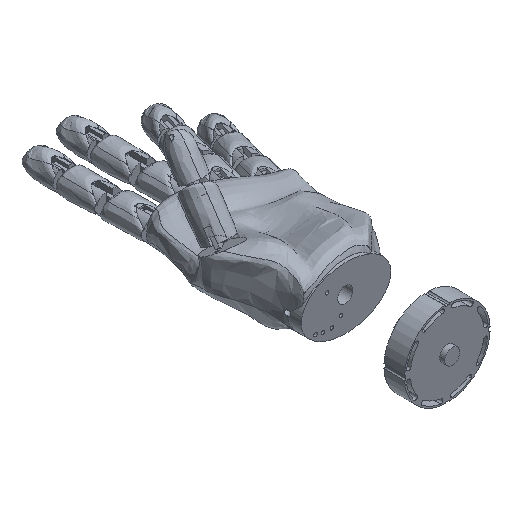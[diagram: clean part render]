
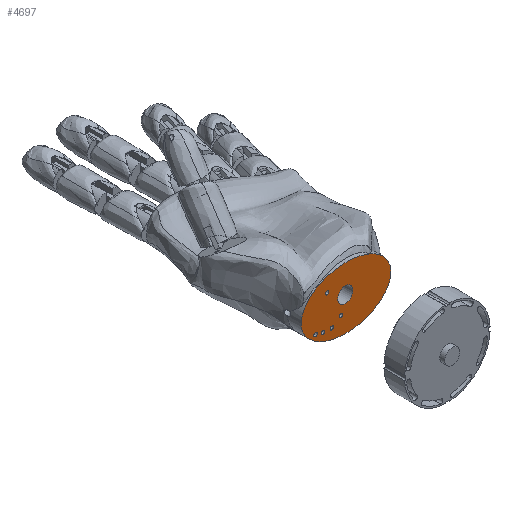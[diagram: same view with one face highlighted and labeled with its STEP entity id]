
A CAD part, isometric view. The second image highlights one B-rep face of the part: STEP entity #4697.
In plain terms, the highlighted planar face has unit normal (0, -1, 0).
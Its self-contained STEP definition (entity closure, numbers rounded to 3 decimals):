
#230=ELLIPSE('',#4922,26.195,18.);
#231=ELLIPSE('',#4923,26.195,18.);
#1078=B_SPLINE_CURVE_WITH_KNOTS('',3,(#7318,#7319,#7320,#7321,#7322,#7323,
#7324,#7325,#7326,#7327),.UNSPECIFIED.,.T.,.F.,(4,1,1,1,1,1,1,4),(0.,
0.143,0.286,0.429,0.571,
0.714,0.857,1.),.UNSPECIFIED.);
#1080=B_SPLINE_CURVE_WITH_KNOTS('',3,(#7381,#7382,#7383,#7384,#7385,#7386,
#7387,#7388,#7389,#7390),.UNSPECIFIED.,.T.,.F.,(4,1,1,1,1,1,1,4),(0.,
0.143,0.286,0.429,0.571,
0.714,0.857,1.),.UNSPECIFIED.);
#1083=B_SPLINE_CURVE_WITH_KNOTS('',3,(#7461,#7462,#7463,#7464,#7465,#7466,
#7467,#7468,#7469,#7470,#7471),.UNSPECIFIED.,.T.,.F.,(4,1,1,1,1,1,1,1,4),
(-1.,-0.929,-0.857,-0.714,-0.571,
-0.429,-0.286,-0.143,0.),
 .UNSPECIFIED.);
#1084=B_SPLINE_CURVE_WITH_KNOTS('',3,(#7517,#7518,#7519,#7520,#7521,#7522,
#7523,#7524,#7525,#7526,#7527),.UNSPECIFIED.,.T.,.F.,(4,1,1,1,1,1,1,1,4),
(0.,0.143,0.286,0.429,
0.571,0.714,0.857,0.929,
1.),.UNSPECIFIED.);
#1086=B_SPLINE_CURVE_WITH_KNOTS('',3,(#7586,#7587,#7588,#7589,#7590,#7591,
#7592,#7593,#7594,#7595,#7596),.UNSPECIFIED.,.T.,.F.,(4,1,1,1,1,1,1,1,4),
(0.,0.143,0.286,0.429,
0.571,0.714,0.857,0.929,
1.),.UNSPECIFIED.);
#1242=PLANE('',#4951);
#1353=FACE_BOUND('',#1730,.T.);
#1354=FACE_BOUND('',#1731,.T.);
#1355=FACE_BOUND('',#1732,.T.);
#1356=FACE_BOUND('',#1733,.T.);
#1357=FACE_BOUND('',#1734,.T.);
#1358=FACE_BOUND('',#1735,.T.);
#1475=FACE_OUTER_BOUND('',#1729,.T.);
#1729=EDGE_LOOP('',(#3468,#3469));
#1730=EDGE_LOOP('',(#3470));
#1731=EDGE_LOOP('',(#3471));
#1732=EDGE_LOOP('',(#3472));
#1733=EDGE_LOOP('',(#3473));
#1734=EDGE_LOOP('',(#3474));
#1735=EDGE_LOOP('',(#3475));
#2006=CIRCLE('',#4910,4.459);
#2151=VERTEX_POINT('',#6473);
#2177=VERTEX_POINT('',#6934);
#2178=VERTEX_POINT('',#6937);
#2188=VERTEX_POINT('',#7317);
#2190=VERTEX_POINT('',#7380);
#2193=VERTEX_POINT('',#7459);
#2194=VERTEX_POINT('',#7516);
#2196=VERTEX_POINT('',#7585);
#2599=EDGE_CURVE('',#2151,#2151,#2006,.T.);
#2636=EDGE_CURVE('',#2178,#2177,#230,.T.);
#2637=EDGE_CURVE('',#2177,#2178,#231,.T.);
#2651=EDGE_CURVE('',#2188,#2188,#1078,.T.);
#2654=EDGE_CURVE('',#2190,#2190,#1080,.T.);
#2659=EDGE_CURVE('',#2193,#2193,#1083,.T.);
#2660=EDGE_CURVE('',#2194,#2194,#1084,.T.);
#2663=EDGE_CURVE('',#2196,#2196,#1086,.T.);
#3468=ORIENTED_EDGE('',*,*,#2636,.T.);
#3469=ORIENTED_EDGE('',*,*,#2637,.T.);
#3470=ORIENTED_EDGE('',*,*,#2599,.T.);
#3471=ORIENTED_EDGE('',*,*,#2651,.T.);
#3472=ORIENTED_EDGE('',*,*,#2654,.T.);
#3473=ORIENTED_EDGE('',*,*,#2659,.T.);
#3474=ORIENTED_EDGE('',*,*,#2660,.T.);
#3475=ORIENTED_EDGE('',*,*,#2663,.T.);
#4697=ADVANCED_FACE('',(#1475,#1353,#1354,#1355,#1356,#1357,#1358),#1242,
 .T.);
#4910=AXIS2_PLACEMENT_3D('',#6474,#5302,#5303);
#4922=AXIS2_PLACEMENT_3D('',#6938,#5338,#5339);
#4923=AXIS2_PLACEMENT_3D('',#6939,#5340,#5341);
#4951=AXIS2_PLACEMENT_3D('',#7742,#5464,#5465);
#5302=DIRECTION('center_axis',(0.,1.,0.));
#5303=DIRECTION('ref_axis',(1.,0.,0.));
#5338=DIRECTION('center_axis',(0.,-1.,0.));
#5339=DIRECTION('ref_axis',(1.,0.,0.));
#5340=DIRECTION('center_axis',(0.,-1.,0.));
#5341=DIRECTION('ref_axis',(1.,0.,0.));
#5464=DIRECTION('center_axis',(0.,-1.,0.));
#5465=DIRECTION('ref_axis',(0.,0.,-1.));
#6473=CARTESIAN_POINT('',(0.976,-12.,6.736));
#6474=CARTESIAN_POINT('Origin',(-3.482,-12.,6.736));
#6934=CARTESIAN_POINT('',(-29.242,-12.,4.963));
#6937=CARTESIAN_POINT('',(-3.047,-12.,22.963));
#6938=CARTESIAN_POINT('Origin',(-3.047,-12.,4.963));
#6939=CARTESIAN_POINT('Origin',(-3.047,-12.,4.963));
#7317=CARTESIAN_POINT('',(-13.161,-12.,12.997));
#7318=CARTESIAN_POINT('Ctrl Pts',(-13.16,-12.,12.996));
#7319=CARTESIAN_POINT('Ctrl Pts',(-13.16,-12.,12.698));
#7320=CARTESIAN_POINT('Ctrl Pts',(-13.448,-12.,12.1));
#7321=CARTESIAN_POINT('Ctrl Pts',(-14.415,-12.,11.883));
#7322=CARTESIAN_POINT('Ctrl Pts',(-15.194,-12.,12.5));
#7323=CARTESIAN_POINT('Ctrl Pts',(-15.191,-12.,13.493));
#7324=CARTESIAN_POINT('Ctrl Pts',(-14.416,-12.,14.115));
#7325=CARTESIAN_POINT('Ctrl Pts',(-13.448,-12.,13.891));
#7326=CARTESIAN_POINT('Ctrl Pts',(-13.16,-12.,13.295));
#7327=CARTESIAN_POINT('Ctrl Pts',(-13.16,-12.,12.996));
#7380=CARTESIAN_POINT('',(-19.842,-12.,-4.804));
#7381=CARTESIAN_POINT('Ctrl Pts',(-19.841,-12.,-4.805));
#7382=CARTESIAN_POINT('Ctrl Pts',(-19.841,-12.,-5.103));
#7383=CARTESIAN_POINT('Ctrl Pts',(-20.128,-12.,-5.699));
#7384=CARTESIAN_POINT('Ctrl Pts',(-21.097,-12.,-5.922));
#7385=CARTESIAN_POINT('Ctrl Pts',(-21.871,-12.,-5.3));
#7386=CARTESIAN_POINT('Ctrl Pts',(-21.875,-12.,-4.306));
#7387=CARTESIAN_POINT('Ctrl Pts',(-21.095,-12.,-3.687));
#7388=CARTESIAN_POINT('Ctrl Pts',(-20.128,-12.,-3.91));
#7389=CARTESIAN_POINT('Ctrl Pts',(-19.841,-12.,-4.506));
#7390=CARTESIAN_POINT('Ctrl Pts',(-19.841,-12.,-4.805));
#7459=CARTESIAN_POINT('',(-15.481,-12.,-5.94));
#7461=CARTESIAN_POINT('Ctrl Pts',(-15.481,-12.,-5.94));
#7462=CARTESIAN_POINT('Ctrl Pts',(-15.48,-12.,-6.09));
#7463=CARTESIAN_POINT('Ctrl Pts',(-15.551,-12.,-6.389));
#7464=CARTESIAN_POINT('Ctrl Pts',(-15.93,-12.,-6.872));
#7465=CARTESIAN_POINT('Ctrl Pts',(-16.735,-12.,-7.054));
#7466=CARTESIAN_POINT('Ctrl Pts',(-17.515,-12.,-6.436));
#7467=CARTESIAN_POINT('Ctrl Pts',(-17.511,-12.,-5.443));
#7468=CARTESIAN_POINT('Ctrl Pts',(-16.737,-12.,-4.822));
#7469=CARTESIAN_POINT('Ctrl Pts',(-15.767,-12.,-5.046));
#7470=CARTESIAN_POINT('Ctrl Pts',(-15.482,-12.,-5.642));
#7471=CARTESIAN_POINT('Ctrl Pts',(-15.481,-12.,-5.94));
#7516=CARTESIAN_POINT('',(-10.331,-12.,-6.22));
#7517=CARTESIAN_POINT('Ctrl Pts',(-10.33,-12.,-6.219));
#7518=CARTESIAN_POINT('Ctrl Pts',(-10.331,-12.,-6.518));
#7519=CARTESIAN_POINT('Ctrl Pts',(-10.616,-12.,-7.114));
#7520=CARTESIAN_POINT('Ctrl Pts',(-11.586,-12.,-7.338));
#7521=CARTESIAN_POINT('Ctrl Pts',(-12.36,-12.,-6.716));
#7522=CARTESIAN_POINT('Ctrl Pts',(-12.364,-12.,-5.723));
#7523=CARTESIAN_POINT('Ctrl Pts',(-11.585,-12.,-5.106));
#7524=CARTESIAN_POINT('Ctrl Pts',(-10.78,-12.,-5.288));
#7525=CARTESIAN_POINT('Ctrl Pts',(-10.4,-12.,-5.77));
#7526=CARTESIAN_POINT('Ctrl Pts',(-10.33,-12.,-6.07));
#7527=CARTESIAN_POINT('Ctrl Pts',(-10.33,-12.,-6.219));
#7585=CARTESIAN_POINT('',(-4.919,-12.,-2.605));
#7586=CARTESIAN_POINT('Ctrl Pts',(-4.918,-12.,-2.604));
#7587=CARTESIAN_POINT('Ctrl Pts',(-4.919,-12.,-2.903));
#7588=CARTESIAN_POINT('Ctrl Pts',(-5.204,-12.,-3.499));
#7589=CARTESIAN_POINT('Ctrl Pts',(-6.174,-12.,-3.723));
#7590=CARTESIAN_POINT('Ctrl Pts',(-6.948,-12.,-3.101));
#7591=CARTESIAN_POINT('Ctrl Pts',(-6.952,-12.,-2.108));
#7592=CARTESIAN_POINT('Ctrl Pts',(-6.173,-12.,-1.491));
#7593=CARTESIAN_POINT('Ctrl Pts',(-5.368,-12.,-1.673));
#7594=CARTESIAN_POINT('Ctrl Pts',(-4.988,-12.,-2.156));
#7595=CARTESIAN_POINT('Ctrl Pts',(-4.918,-12.,-2.455));
#7596=CARTESIAN_POINT('Ctrl Pts',(-4.918,-12.,-2.604));
#7742=CARTESIAN_POINT('Origin',(-3.047,-12.,4.963));
